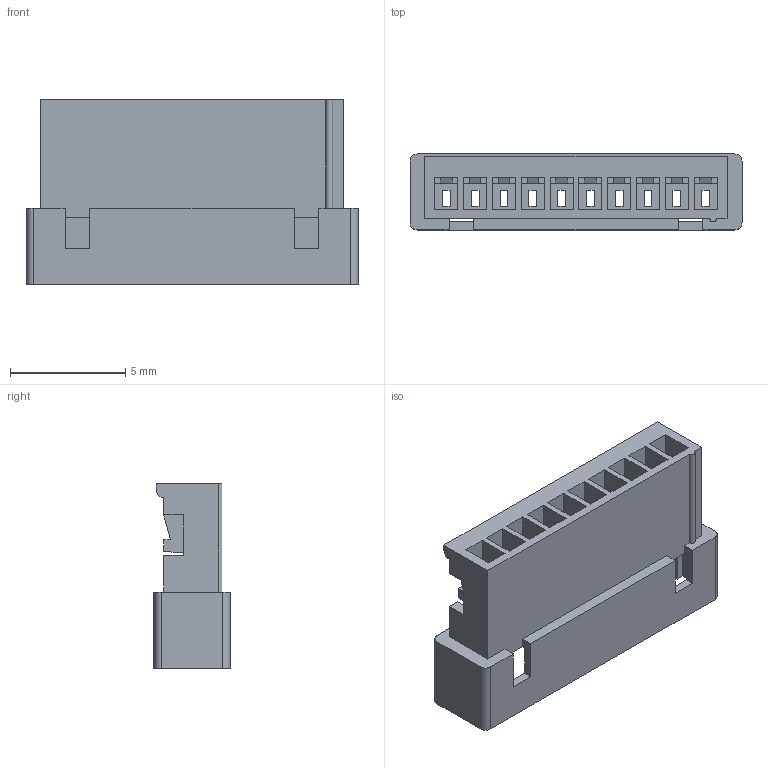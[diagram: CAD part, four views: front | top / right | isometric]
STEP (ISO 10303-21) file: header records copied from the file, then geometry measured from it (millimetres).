
FILE_DESCRIPTION((''),'2;1');
FILE_NAME('FHG12508-S05F2W1B','2026-02-05T',('工程三'),(''),'PRO/ENGINEER BY PARAMETRIC TECHNOLOGY CORPORATION, 2010280','PRO/ENGINEER BY PARAMETRIC TECHNOLOGY CORPORATION, 2010280','');
FILE_SCHEMA(('CONFIG_CONTROL_DESIGN'));
Length unit declared in the file: millimetre
Products named in the file (1): FHG12508-S05F2W1B
Bounding box: 14.4 x 3.3 x 8 mm (x, y, z)
Volume: 125.1 mm3; surface area: 663.3 mm2
Topology: 1 solids, 1 shells, 357 faces, 1017 edges, 648 vertices
Faces by surface type: plane 351, cylinder 6
Entity records: 11389 total; most frequent: ORIENTED_EDGE 2034, CARTESIAN_POINT 2022, DIRECTION 1743, EDGE_CURVE 1017, VECTOR 1005, LINE 1005, VERTEX_POINT 648, EDGE_LOOP 387
